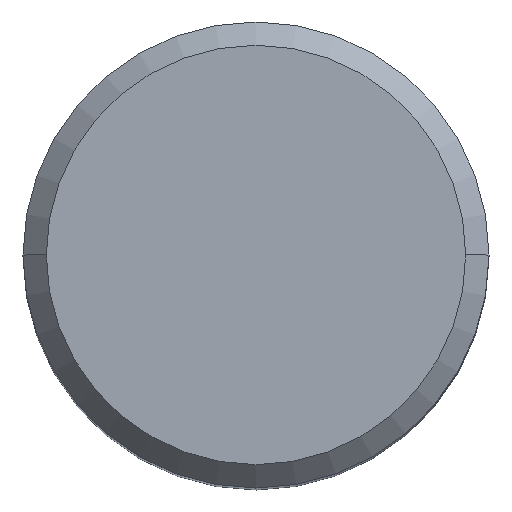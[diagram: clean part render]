
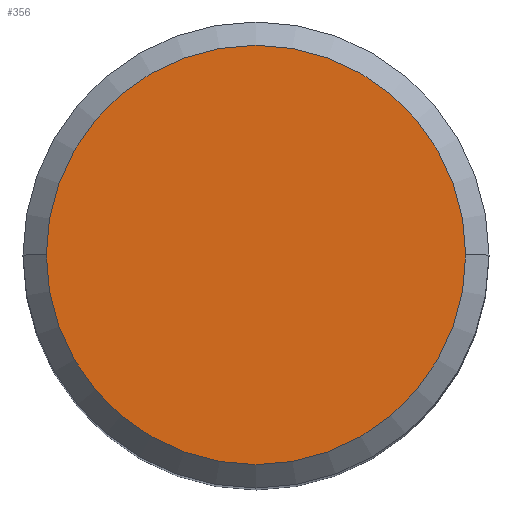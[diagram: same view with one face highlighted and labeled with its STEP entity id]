
A CAD part, top view. The second image highlights one B-rep face of the part: STEP entity #356.
In plain terms, the highlighted planar face has unit normal (0, 0, 1).
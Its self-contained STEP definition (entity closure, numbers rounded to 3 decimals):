
#96=CARTESIAN_POINT('',(0.,0.,50.));
#97=DIRECTION('',(0.,0.,1.));
#98=DIRECTION('',(1.,0.,0.));
#99=AXIS2_PLACEMENT_3D('',#96,#97,#98);
#104=CARTESIAN_POINT('',(0.,0.,50.));
#105=DIRECTION('',(0.,0.,1.));
#106=DIRECTION('',(-1.,0.,0.));
#107=AXIS2_PLACEMENT_3D('',#104,#105,#106);
#269=CARTESIAN_POINT('',(9.,0.,50.));
#270=CARTESIAN_POINT('',(-9.,0.,50.));
#271=VERTEX_POINT('',#269);
#272=VERTEX_POINT('',#270);
#346=CARTESIAN_POINT('',(0.,0.,50.));
#347=DIRECTION('',(0.,0.,-1.));
#348=DIRECTION('',(1.,0.,0.));
#349=AXIS2_PLACEMENT_3D('',#346,#347,#348);
#350=PLANE('',#349);
#352=ORIENTED_EDGE('',*,*,#351,.F.);
#353=ORIENTED_EDGE('',*,*,#336,.F.);
#354=EDGE_LOOP('',(#352,#353));
#355=FACE_OUTER_BOUND('',#354,.F.);
#100=CIRCLE('',#99,9.);
#108=CIRCLE('',#107,9.);
#336=EDGE_CURVE('',#272,#271,#108,.T.);
#351=EDGE_CURVE('',#271,#272,#100,.T.);
#356=ADVANCED_FACE('',(#355),#350,.F.);
